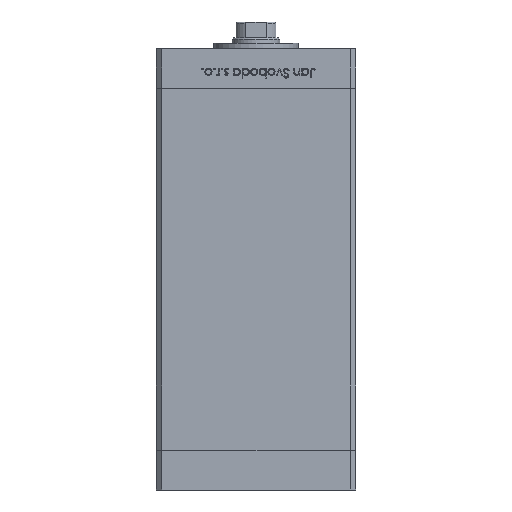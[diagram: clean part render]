
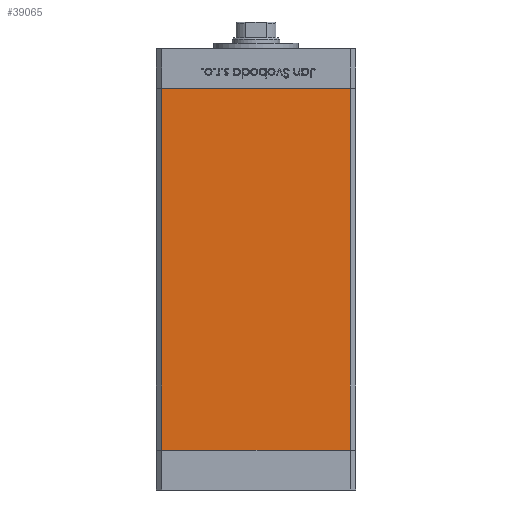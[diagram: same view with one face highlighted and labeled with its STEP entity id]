
A CAD part, front view. The second image highlights one B-rep face of the part: STEP entity #39065.
In plain terms, the highlighted planar face has unit normal (0, -1, 0).
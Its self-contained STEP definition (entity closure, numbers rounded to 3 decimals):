
#535 = LINE ( 'NONE', #36428, #29670 ) ;
#1480 = CARTESIAN_POINT ( 'NONE',  ( 35.5, -32.5, 0. ) ) ;
#5141 = ORIENTED_EDGE ( 'NONE', *, *, #40331, .T. ) ;
#5241 = VECTOR ( 'NONE', #21072, 1000. ) ;
#7456 = DIRECTION ( 'NONE',  ( 0., 1., 0. ) ) ;
#8245 = VERTEX_POINT ( 'NONE', #14088 ) ;
#10638 = LINE ( 'NONE', #50722, #12168 ) ;
#11285 = EDGE_LOOP ( 'NONE', ( #21315, #23078, #18979, #5141 ) ) ;
#11714 = DIRECTION ( 'NONE',  ( 1., 0., 0. ) ) ;
#12168 = VECTOR ( 'NONE', #31074, 1000. ) ;
#14048 = VERTEX_POINT ( 'NONE', #32220 ) ;
#14088 = CARTESIAN_POINT ( 'NONE',  ( -35.5, -32.5, 136. ) ) ;
#15386 = CARTESIAN_POINT ( 'NONE',  ( -35.5, -32.5, 0. ) ) ;
#15898 = LINE ( 'NONE', #15386, #20471 ) ;
#18979 = ORIENTED_EDGE ( 'NONE', *, *, #44281, .F. ) ;
#19566 = VERTEX_POINT ( 'NONE', #1480 ) ;
#20471 = VECTOR ( 'NONE', #11714, 1000. ) ;
#21072 = DIRECTION ( 'NONE',  ( 0., 0., -1. ) ) ;
#21315 = ORIENTED_EDGE ( 'NONE', *, *, #47854, .T. ) ;
#23078 = ORIENTED_EDGE ( 'NONE', *, *, #31629, .F. ) ;
#27372 = CARTESIAN_POINT ( 'NONE',  ( -35.5, -32.5, 136. ) ) ;
#29670 = VECTOR ( 'NONE', #48488, 1000. ) ;
#31074 = DIRECTION ( 'NONE',  ( 1., 0., 0. ) ) ;
#31629 = EDGE_CURVE ( 'NONE', #38092, #19566, #41247, .T. ) ;
#32041 = FACE_OUTER_BOUND ( 'NONE', #11285, .T. ) ;
#32120 = AXIS2_PLACEMENT_3D ( 'NONE', #27372, #7456, #36223 ) ;
#32220 = CARTESIAN_POINT ( 'NONE',  ( -35.5, -32.5, 0. ) ) ;
#33643 = CARTESIAN_POINT ( 'NONE',  ( 35.5, -32.5, 136. ) ) ;
#36223 = DIRECTION ( 'NONE',  ( 0., 0., 1. ) ) ;
#36428 = CARTESIAN_POINT ( 'NONE',  ( -35.5, -32.5, 136. ) ) ;
#38092 = VERTEX_POINT ( 'NONE', #41780 ) ;
#39065 = ADVANCED_FACE ( 'NONE', ( #32041 ), #47274, .F. ) ;
#40331 = EDGE_CURVE ( 'NONE', #8245, #14048, #535, .T. ) ;
#41247 = LINE ( 'NONE', #33643, #5241 ) ;
#41780 = CARTESIAN_POINT ( 'NONE',  ( 35.5, -32.5, 136. ) ) ;
#44281 = EDGE_CURVE ( 'NONE', #8245, #38092, #10638, .T. ) ;
#47274 = PLANE ( 'NONE',  #32120 ) ;
#47854 = EDGE_CURVE ( 'NONE', #14048, #19566, #15898, .T. ) ;
#48488 = DIRECTION ( 'NONE',  ( 0., 0., -1. ) ) ;
#50722 = CARTESIAN_POINT ( 'NONE',  ( -35.5, -32.5, 136. ) ) ;
